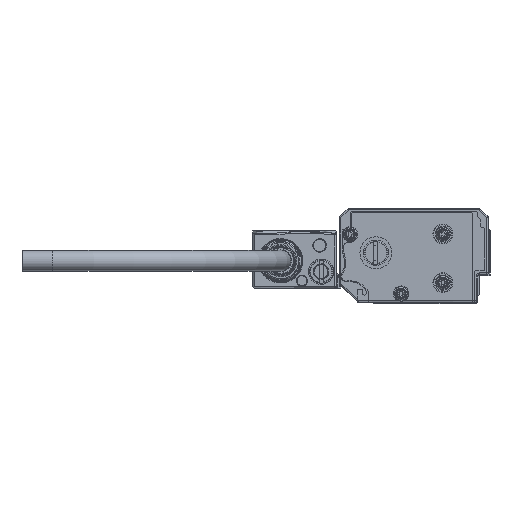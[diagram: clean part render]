
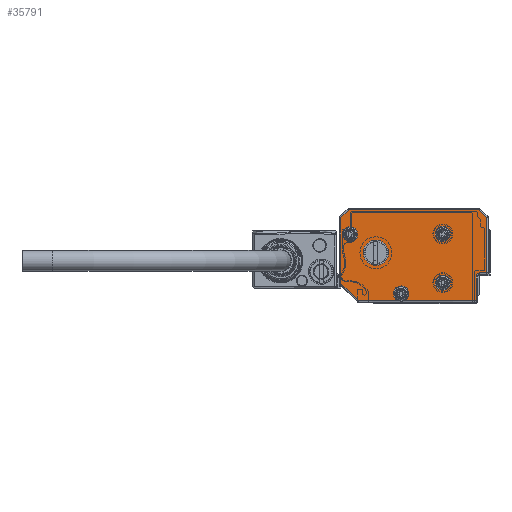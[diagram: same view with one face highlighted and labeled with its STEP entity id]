
A CAD part, left-side view. The second image highlights one B-rep face of the part: STEP entity #35791.
In plain terms, the highlighted planar face has unit normal (-1, 0, 0).
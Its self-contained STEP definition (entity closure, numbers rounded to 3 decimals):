
#35576=AXIS2_PLACEMENT_3D('Circle Axis2P3D',#35574,#35575,$) ;
#35604=AXIS2_PLACEMENT_3D('Circle Axis2P3D',#35602,#35603,$) ;
#35619=AXIS2_PLACEMENT_3D('Plane Axis2P3D',#35616,#35617,#35618) ;
#35623=AXIS2_PLACEMENT_3D('Circle Axis2P3D',#35621,#35622,$) ;
#35630=AXIS2_PLACEMENT_3D('Circle Axis2P3D',#35628,#35629,$) ;
#35637=AXIS2_PLACEMENT_3D('Circle Axis2P3D',#35635,#35636,$) ;
#35649=AXIS2_PLACEMENT_3D('Circle Axis2P3D',#35647,#35648,$) ;
#35721=AXIS2_PLACEMENT_3D('Circle Axis2P3D',#35719,#35720,$) ;
#35730=AXIS2_PLACEMENT_3D('Circle Axis2P3D',#35728,#35729,$) ;
#35739=AXIS2_PLACEMENT_3D('Circle Axis2P3D',#35737,#35738,$) ;
#35748=AXIS2_PLACEMENT_3D('Circle Axis2P3D',#35746,#35747,$) ;
#35757=AXIS2_PLACEMENT_3D('Circle Axis2P3D',#35755,#35756,$) ;
#35766=AXIS2_PLACEMENT_3D('Circle Axis2P3D',#35764,#35765,$) ;
#35775=AXIS2_PLACEMENT_3D('Circle Axis2P3D',#35773,#35774,$) ;
#35784=AXIS2_PLACEMENT_3D('Circle Axis2P3D',#35782,#35783,$) ;
#30217=CARTESIAN_POINT('Vertex',(-873.,8.4,-1.)) ;
#30219=CARTESIAN_POINT('Vertex',(-873.,7.,-1.)) ;
#30222=CARTESIAN_POINT('Line Origine',(-873.,3.5,-1.)) ;
#30226=CARTESIAN_POINT('Vertex',(-873.,21.793,-1.)) ;
#30238=CARTESIAN_POINT('Vertex',(-873.,-17.,-1.)) ;
#30241=CARTESIAN_POINT('Line Origine',(-873.,3.5,-1.)) ;
#35574=CARTESIAN_POINT('Axis2P3D Location',(-873.,7.7,1.4)) ;
#35578=CARTESIAN_POINT('Vertex',(-873.,5.2,1.4)) ;
#35599=CARTESIAN_POINT('Vertex',(-873.,9.894,0.201)) ;
#35602=CARTESIAN_POINT('Axis2P3D Location',(-873.,7.7,1.4)) ;
#35616=CARTESIAN_POINT('Axis2P3D Location',(-873.,-21.5,13.5)) ;
#35621=CARTESIAN_POINT('Axis2P3D Location',(-873.,7.7,1.4)) ;
#35625=CARTESIAN_POINT('Vertex',(-873.,10.2,1.4)) ;
#35628=CARTESIAN_POINT('Axis2P3D Location',(-873.,7.7,1.4)) ;
#35632=CARTESIAN_POINT('Vertex',(-873.,5.506,2.599)) ;
#35635=CARTESIAN_POINT('Axis2P3D Location',(-873.,7.7,1.4)) ;
#35640=CARTESIAN_POINT('Line Origine',(-873.,-17.,3.1)) ;
#35644=CARTESIAN_POINT('Vertex',(-873.,-17.,7.2)) ;
#35647=CARTESIAN_POINT('Axis2P3D Location',(-873.,-18.,7.2)) ;
#35651=CARTESIAN_POINT('Vertex',(-873.,-18.,8.2)) ;
#35654=CARTESIAN_POINT('Line Origine',(-873.,-19.25,8.2)) ;
#35658=CARTESIAN_POINT('Vertex',(-873.,-20.5,8.2)) ;
#35661=CARTESIAN_POINT('Line Origine',(-873.,-20.5,17.246)) ;
#35665=CARTESIAN_POINT('Vertex',(-873.,-20.5,26.293)) ;
#35668=CARTESIAN_POINT('Line Origine',(-873.,-19.146,27.646)) ;
#35672=CARTESIAN_POINT('Vertex',(-873.,-17.793,29.)) ;
#35675=CARTESIAN_POINT('Line Origine',(-873.,3.5,29.)) ;
#35679=CARTESIAN_POINT('Vertex',(-873.,24.793,29.)) ;
#35682=CARTESIAN_POINT('Line Origine',(-873.,26.146,27.646)) ;
#35686=CARTESIAN_POINT('Vertex',(-873.,27.5,26.293)) ;
#35689=CARTESIAN_POINT('Line Origine',(-873.,27.5,15.5)) ;
#35693=CARTESIAN_POINT('Vertex',(-873.,27.5,4.707)) ;
#35696=CARTESIAN_POINT('Line Origine',(-873.,24.646,1.854)) ;
#35719=CARTESIAN_POINT('Axis2P3D Location',(-873.,-6.,5.)) ;
#35723=CARTESIAN_POINT('Vertex',(-873.,-3.806,3.801)) ;
#35725=CARTESIAN_POINT('Vertex',(-873.,-8.194,6.199)) ;
#35728=CARTESIAN_POINT('Axis2P3D Location',(-873.,-6.,5.)) ;
#35737=CARTESIAN_POINT('Axis2P3D Location',(-873.,16.,14.8)) ;
#35741=CARTESIAN_POINT('Vertex',(-873.,11.85,14.8)) ;
#35743=CARTESIAN_POINT('Vertex',(-873.,20.15,14.8)) ;
#35746=CARTESIAN_POINT('Axis2P3D Location',(-873.,16.,14.8)) ;
#35755=CARTESIAN_POINT('Axis2P3D Location',(-873.,-6.,21.)) ;
#35759=CARTESIAN_POINT('Vertex',(-873.,-8.194,22.199)) ;
#35761=CARTESIAN_POINT('Vertex',(-873.,-3.806,19.801)) ;
#35764=CARTESIAN_POINT('Axis2P3D Location',(-873.,-6.,21.)) ;
#35773=CARTESIAN_POINT('Axis2P3D Location',(-873.,24.5,20.9)) ;
#35777=CARTESIAN_POINT('Vertex',(-873.,22.306,22.099)) ;
#35779=CARTESIAN_POINT('Vertex',(-873.,26.694,19.701)) ;
#35782=CARTESIAN_POINT('Axis2P3D Location',(-873.,24.5,20.9)) ;
#30223=DIRECTION('Vector Direction',(0.,1.,0.)) ;
#30242=DIRECTION('Vector Direction',(0.,1.,0.)) ;
#35575=DIRECTION('Axis2P3D Direction',(-1.,0.,0.)) ;
#35603=DIRECTION('Axis2P3D Direction',(-1.,0.,0.)) ;
#35617=DIRECTION('Axis2P3D Direction',(1.,0.,0.)) ;
#35618=DIRECTION('Axis2P3D XDirection',(0.,1.,0.)) ;
#35622=DIRECTION('Axis2P3D Direction',(1.,0.,0.)) ;
#35629=DIRECTION('Axis2P3D Direction',(1.,0.,0.)) ;
#35636=DIRECTION('Axis2P3D Direction',(1.,0.,0.)) ;
#35641=DIRECTION('Vector Direction',(0.,0.,1.)) ;
#35648=DIRECTION('Axis2P3D Direction',(1.,0.,0.)) ;
#35655=DIRECTION('Vector Direction',(0.,-1.,0.)) ;
#35662=DIRECTION('Vector Direction',(0.,0.,1.)) ;
#35669=DIRECTION('Vector Direction',(0.,-0.707,-0.707)) ;
#35676=DIRECTION('Vector Direction',(0.,1.,0.)) ;
#35683=DIRECTION('Vector Direction',(0.,0.707,-0.707)) ;
#35690=DIRECTION('Vector Direction',(0.,0.,-1.)) ;
#35697=DIRECTION('Vector Direction',(0.,-0.707,-0.707)) ;
#35720=DIRECTION('Axis2P3D Direction',(1.,0.,0.)) ;
#35729=DIRECTION('Axis2P3D Direction',(1.,0.,0.)) ;
#35738=DIRECTION('Axis2P3D Direction',(1.,0.,0.)) ;
#35747=DIRECTION('Axis2P3D Direction',(1.,0.,0.)) ;
#35756=DIRECTION('Axis2P3D Direction',(1.,0.,0.)) ;
#35765=DIRECTION('Axis2P3D Direction',(1.,0.,0.)) ;
#35774=DIRECTION('Axis2P3D Direction',(1.,0.,0.)) ;
#35783=DIRECTION('Axis2P3D Direction',(1.,0.,0.)) ;
#30224=VECTOR('Line Direction',#30223,1.) ;
#30243=VECTOR('Line Direction',#30242,1.) ;
#35642=VECTOR('Line Direction',#35641,1.) ;
#35656=VECTOR('Line Direction',#35655,1.) ;
#35663=VECTOR('Line Direction',#35662,1.) ;
#35670=VECTOR('Line Direction',#35669,1.) ;
#35677=VECTOR('Line Direction',#35676,1.) ;
#35684=VECTOR('Line Direction',#35683,1.) ;
#35691=VECTOR('Line Direction',#35690,1.) ;
#35698=VECTOR('Line Direction',#35697,1.) ;
#35702=ORIENTED_EDGE('',*,*,#35606,.T.) ;
#35703=ORIENTED_EDGE('',*,*,#35627,.T.) ;
#35704=ORIENTED_EDGE('',*,*,#35634,.T.) ;
#35705=ORIENTED_EDGE('',*,*,#35639,.T.) ;
#35706=ORIENTED_EDGE('',*,*,#35580,.T.) ;
#35707=ORIENTED_EDGE('',*,*,#30245,.F.) ;
#35708=ORIENTED_EDGE('',*,*,#35646,.F.) ;
#35709=ORIENTED_EDGE('',*,*,#35653,.F.) ;
#35710=ORIENTED_EDGE('',*,*,#35660,.F.) ;
#35711=ORIENTED_EDGE('',*,*,#35667,.F.) ;
#35712=ORIENTED_EDGE('',*,*,#35674,.F.) ;
#35713=ORIENTED_EDGE('',*,*,#35681,.F.) ;
#35714=ORIENTED_EDGE('',*,*,#35688,.F.) ;
#35715=ORIENTED_EDGE('',*,*,#35695,.F.) ;
#35716=ORIENTED_EDGE('',*,*,#35700,.F.) ;
#35717=ORIENTED_EDGE('',*,*,#30228,.F.) ;
#35734=ORIENTED_EDGE('',*,*,#35727,.T.) ;
#35735=ORIENTED_EDGE('',*,*,#35732,.T.) ;
#35752=ORIENTED_EDGE('',*,*,#35745,.T.) ;
#35753=ORIENTED_EDGE('',*,*,#35750,.T.) ;
#35770=ORIENTED_EDGE('',*,*,#35763,.T.) ;
#35771=ORIENTED_EDGE('',*,*,#35768,.T.) ;
#35788=ORIENTED_EDGE('',*,*,#35781,.T.) ;
#35789=ORIENTED_EDGE('',*,*,#35786,.T.) ;
#35736=FACE_BOUND('',#35733,.T.) ;
#35754=FACE_BOUND('',#35751,.T.) ;
#35772=FACE_BOUND('',#35769,.T.) ;
#35790=FACE_BOUND('',#35787,.T.) ;
#35791=ADVANCED_FACE('\X2\FF8AFF9FFF70FF82\X0\ \X2\FF8EFF9EFF83FF9EFF68FF70\X0\',(#35718,#35736,#35754,#35772,#35790),#35620,.F.) ;
#35577=CIRCLE('generated circle',#35576,2.5) ;
#35605=CIRCLE('generated circle',#35604,2.5) ;
#35624=CIRCLE('generated circle',#35623,2.5) ;
#35631=CIRCLE('generated circle',#35630,2.5) ;
#35638=CIRCLE('generated circle',#35637,2.5) ;
#35650=CIRCLE('generated circle',#35649,1.) ;
#35722=CIRCLE('generated circle',#35721,2.5) ;
#35731=CIRCLE('generated circle',#35730,2.5) ;
#35740=CIRCLE('generated circle',#35739,4.15) ;
#35749=CIRCLE('generated circle',#35748,4.15) ;
#35758=CIRCLE('generated circle',#35757,2.5) ;
#35767=CIRCLE('generated circle',#35766,2.5) ;
#35776=CIRCLE('generated circle',#35775,2.5) ;
#35785=CIRCLE('generated circle',#35784,2.5) ;
#30228=EDGE_CURVE('',#30218,#30227,#30225,.T.) ;
#30245=EDGE_CURVE('',#30239,#30220,#30244,.T.) ;
#35580=EDGE_CURVE('',#35579,#30220,#35577,.F.) ;
#35606=EDGE_CURVE('',#30218,#35600,#35605,.F.) ;
#35627=EDGE_CURVE('',#35600,#35626,#35624,.T.) ;
#35634=EDGE_CURVE('',#35626,#35633,#35631,.T.) ;
#35639=EDGE_CURVE('',#35633,#35579,#35638,.T.) ;
#35646=EDGE_CURVE('',#35645,#30239,#35643,.F.) ;
#35653=EDGE_CURVE('',#35652,#35645,#35650,.F.) ;
#35660=EDGE_CURVE('',#35659,#35652,#35657,.F.) ;
#35667=EDGE_CURVE('',#35666,#35659,#35664,.F.) ;
#35674=EDGE_CURVE('',#35673,#35666,#35671,.T.) ;
#35681=EDGE_CURVE('',#35680,#35673,#35678,.F.) ;
#35688=EDGE_CURVE('',#35687,#35680,#35685,.F.) ;
#35695=EDGE_CURVE('',#35694,#35687,#35692,.F.) ;
#35700=EDGE_CURVE('',#30227,#35694,#35699,.F.) ;
#35727=EDGE_CURVE('',#35724,#35726,#35722,.T.) ;
#35732=EDGE_CURVE('',#35726,#35724,#35731,.T.) ;
#35745=EDGE_CURVE('',#35742,#35744,#35740,.T.) ;
#35750=EDGE_CURVE('',#35744,#35742,#35749,.T.) ;
#35763=EDGE_CURVE('',#35760,#35762,#35758,.T.) ;
#35768=EDGE_CURVE('',#35762,#35760,#35767,.T.) ;
#35781=EDGE_CURVE('',#35778,#35780,#35776,.T.) ;
#35786=EDGE_CURVE('',#35780,#35778,#35785,.T.) ;
#35701=EDGE_LOOP('',(#35702,#35703,#35704,#35705,#35706,#35707,#35708,#35709,#35710,#35711,#35712,#35713,#35714,#35715,#35716,#35717)) ;
#35733=EDGE_LOOP('',(#35734,#35735)) ;
#35751=EDGE_LOOP('',(#35752,#35753)) ;
#35769=EDGE_LOOP('',(#35770,#35771)) ;
#35787=EDGE_LOOP('',(#35788,#35789)) ;
#35718=FACE_OUTER_BOUND('',#35701,.T.) ;
#30225=LINE('Line',#30222,#30224) ;
#30244=LINE('Line',#30241,#30243) ;
#35643=LINE('Line',#35640,#35642) ;
#35657=LINE('Line',#35654,#35656) ;
#35664=LINE('Line',#35661,#35663) ;
#35671=LINE('Line',#35668,#35670) ;
#35678=LINE('Line',#35675,#35677) ;
#35685=LINE('Line',#35682,#35684) ;
#35692=LINE('Line',#35689,#35691) ;
#35699=LINE('Line',#35696,#35698) ;
#35620=PLANE('Plane',#35619) ;
#30218=VERTEX_POINT('',#30217) ;
#30220=VERTEX_POINT('',#30219) ;
#30227=VERTEX_POINT('',#30226) ;
#30239=VERTEX_POINT('',#30238) ;
#35579=VERTEX_POINT('',#35578) ;
#35600=VERTEX_POINT('',#35599) ;
#35626=VERTEX_POINT('',#35625) ;
#35633=VERTEX_POINT('',#35632) ;
#35645=VERTEX_POINT('',#35644) ;
#35652=VERTEX_POINT('',#35651) ;
#35659=VERTEX_POINT('',#35658) ;
#35666=VERTEX_POINT('',#35665) ;
#35673=VERTEX_POINT('',#35672) ;
#35680=VERTEX_POINT('',#35679) ;
#35687=VERTEX_POINT('',#35686) ;
#35694=VERTEX_POINT('',#35693) ;
#35724=VERTEX_POINT('',#35723) ;
#35726=VERTEX_POINT('',#35725) ;
#35742=VERTEX_POINT('',#35741) ;
#35744=VERTEX_POINT('',#35743) ;
#35760=VERTEX_POINT('',#35759) ;
#35762=VERTEX_POINT('',#35761) ;
#35778=VERTEX_POINT('',#35777) ;
#35780=VERTEX_POINT('',#35779) ;
